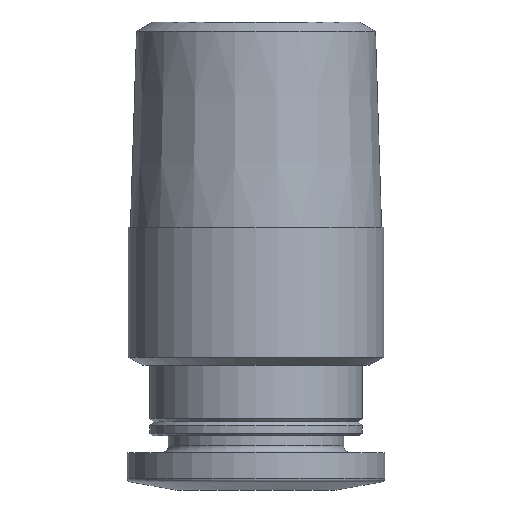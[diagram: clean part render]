
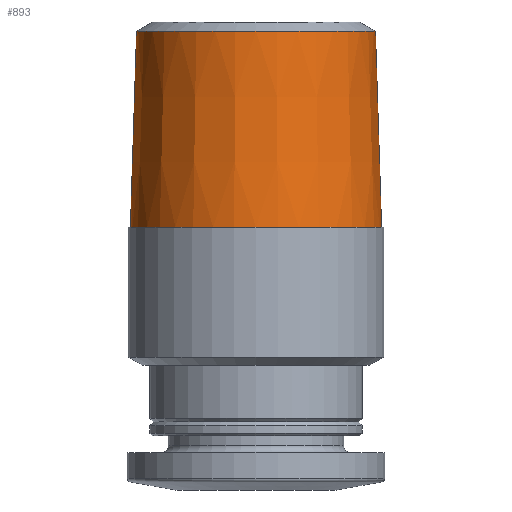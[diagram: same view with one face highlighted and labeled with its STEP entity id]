
A CAD part, front view. The second image highlights one B-rep face of the part: STEP entity #893.
In plain terms, the highlighted conical face has half-angle 1.788 degrees and reference radius 6.407 mm.
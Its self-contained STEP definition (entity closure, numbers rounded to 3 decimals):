
#41=CONICAL_SURFACE('',#969,6.407,0.031);
#72=CIRCLE('',#933,6.735);
#90=CIRCLE('',#968,6.407);
#151=ORIENTED_EDGE('',*,*,#268,.F.);
#152=ORIENTED_EDGE('',*,*,#286,.T.);
#268=EDGE_CURVE('',#344,#344,#72,.T.);
#286=EDGE_CURVE('',#362,#362,#90,.T.);
#344=VERTEX_POINT('',#1223);
#362=VERTEX_POINT('',#1276);
#482=EDGE_LOOP('',(#151));
#483=EDGE_LOOP('',(#152));
#546=FACE_BOUND('',#482,.T.);
#547=FACE_BOUND('',#483,.T.);
#893=ADVANCED_FACE('',(#546,#547),#41,.T.);
#933=AXIS2_PLACEMENT_3D('',#1222,#1037,#1038);
#968=AXIS2_PLACEMENT_3D('',#1275,#1107,#1108);
#969=AXIS2_PLACEMENT_3D('',#1277,#1109,#1110);
#1037=DIRECTION('',(0.,0.,-1.));
#1038=DIRECTION('',(-1.,0.,0.));
#1107=DIRECTION('',(0.,0.,-1.));
#1108=DIRECTION('',(-1.,0.,0.));
#1109=DIRECTION('',(0.,0.,-1.));
#1110=DIRECTION('',(-1.,0.,0.));
#1222=CARTESIAN_POINT('',(0.,0.,0.));
#1223=CARTESIAN_POINT('',(-6.735,0.,0.));
#1275=CARTESIAN_POINT('',(0.,0.,10.497));
#1276=CARTESIAN_POINT('',(-6.407,0.,10.497));
#1277=CARTESIAN_POINT('',(0.,0.,10.497));
